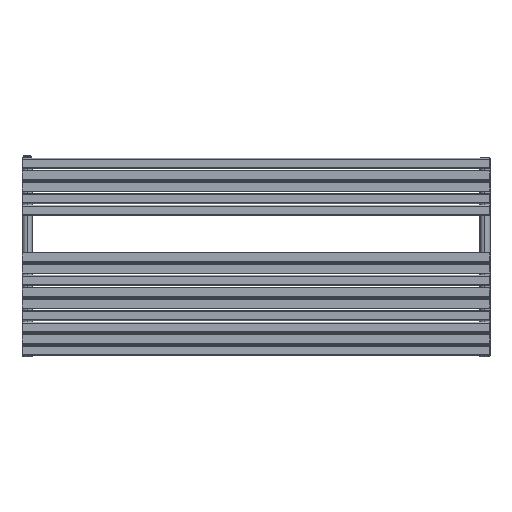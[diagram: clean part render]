
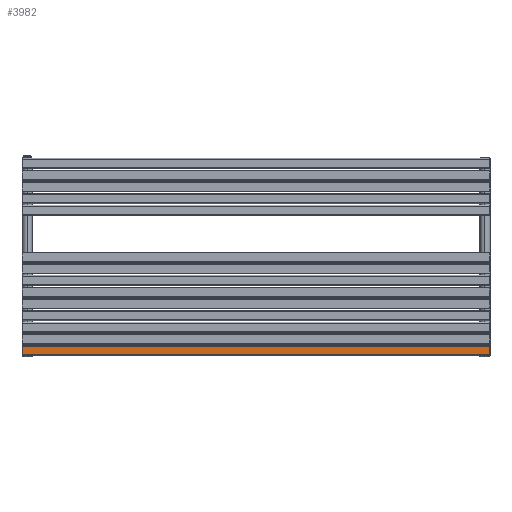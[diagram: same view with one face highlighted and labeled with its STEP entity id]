
A CAD part, top view. The second image highlights one B-rep face of the part: STEP entity #3982.
In plain terms, the highlighted planar face has unit normal (0, 0, 1).
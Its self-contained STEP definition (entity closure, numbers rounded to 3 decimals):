
#3415=DIRECTION('',(1.,0.,0.));
#3416=VECTOR('',#3415,1396.);
#3417=CARTESIAN_POINT('',(-13.,4.75,25.));
#3418=LINE('',#3417,#3416);
#3430=DIRECTION('',(0.,1.,0.));
#3431=VECTOR('',#3430,25.5);
#3432=CARTESIAN_POINT('',(-13.,4.75,25.));
#3433=LINE('',#3432,#3431);
#3437=DIRECTION('',(1.,0.,0.));
#3438=VECTOR('',#3437,1396.);
#3439=CARTESIAN_POINT('',(-13.,30.25,25.));
#3440=LINE('',#3439,#3438);
#3444=DIRECTION('',(0.,-1.,0.));
#3445=VECTOR('',#3444,25.5);
#3446=CARTESIAN_POINT('',(1383.,30.25,25.));
#3447=LINE('',#3446,#3445);
#3529=CARTESIAN_POINT('',(-13.,4.75,25.));
#3530=VERTEX_POINT('',#3529);
#3533=CARTESIAN_POINT('',(-13.,30.25,25.));
#3534=VERTEX_POINT('',#3533);
#3545=CARTESIAN_POINT('',(1383.,30.25,25.));
#3546=VERTEX_POINT('',#3545);
#3547=CARTESIAN_POINT('',(1383.,4.75,25.));
#3548=VERTEX_POINT('',#3547);
#3970=CARTESIAN_POINT('',(-15.,30.25,25.));
#3971=DIRECTION('',(0.,0.,1.));
#3972=DIRECTION('',(0.,-1.,0.));
#3973=AXIS2_PLACEMENT_3D('',#3970,#3971,#3972);
#3974=PLANE('',#3973);
#3975=ORIENTED_EDGE('',*,*,#3731,.T.);
#3977=ORIENTED_EDGE('',*,*,#3976,.T.);
#3978=ORIENTED_EDGE('',*,*,#3874,.T.);
#3979=ORIENTED_EDGE('',*,*,#3963,.F.);
#3980=EDGE_LOOP('',(#3975,#3977,#3978,#3979));
#3981=FACE_OUTER_BOUND('',#3980,.F.);
#3731=EDGE_CURVE('',#3530,#3534,#3433,.T.);
#3874=EDGE_CURVE('',#3546,#3548,#3447,.T.);
#3963=EDGE_CURVE('',#3530,#3548,#3418,.T.);
#3976=EDGE_CURVE('',#3534,#3546,#3440,.T.);
#3982=ADVANCED_FACE('',(#3981),#3974,.T.);
